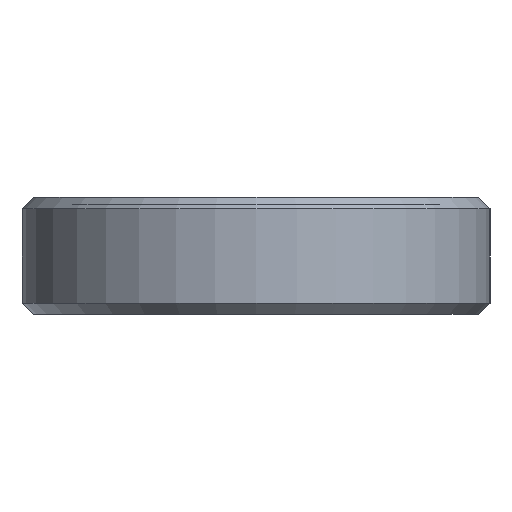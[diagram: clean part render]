
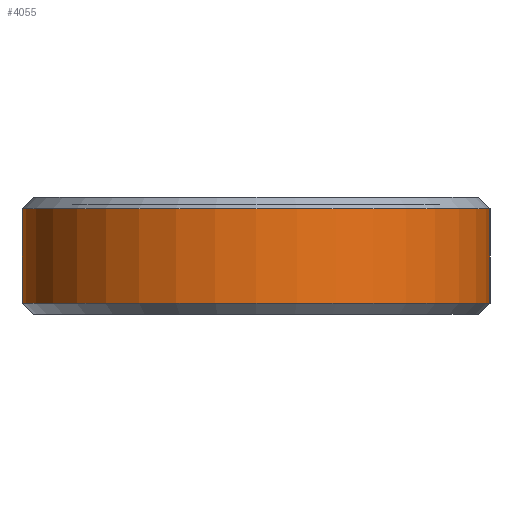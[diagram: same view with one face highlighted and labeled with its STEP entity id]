
A CAD part, left-side view. The second image highlights one B-rep face of the part: STEP entity #4055.
In plain terms, the highlighted cylindrical face has radius 6.25 mm (diameter 12.5 mm), a partial arc.
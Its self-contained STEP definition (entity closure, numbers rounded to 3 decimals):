
#45 = CONICAL_SURFACE('',#46,6.25,0.785);
#46 = AXIS2_PLACEMENT_3D('',#47,#48,#49);
#47 = CARTESIAN_POINT('',(0.,0.,0.3));
#48 = DIRECTION('',(0.,0.,1.));
#49 = DIRECTION('',(0.,1.,0.));
#1477 = VERTEX_POINT('',#1478);
#1478 = CARTESIAN_POINT('',(0.,6.25,0.3));
#1501 = VERTEX_POINT('',#1502);
#1502 = CARTESIAN_POINT('',(0.,-6.25,0.3));
#1523 = EDGE_CURVE('',#1477,#1501,#1524,.T.);
#1524 = SURFACE_CURVE('',#1525,(#1530,#1537),.PCURVE_S1.);
#1525 = CIRCLE('',#1526,6.25);
#1526 = AXIS2_PLACEMENT_3D('',#1527,#1528,#1529);
#1527 = CARTESIAN_POINT('',(0.,0.,0.3));
#1528 = DIRECTION('',(0.,0.,1.));
#1529 = DIRECTION('',(0.,1.,0.));
#1530 = PCURVE('',#45,#1531);
#1531 = DEFINITIONAL_REPRESENTATION('',(#1532),#1536);
#1532 = LINE('',#1533,#1534);
#1533 = CARTESIAN_POINT('',(0.,0.));
#1534 = VECTOR('',#1535,1.);
#1535 = DIRECTION('',(1.,0.));
#1536 = ( GEOMETRIC_REPRESENTATION_CONTEXT(2) 
PARAMETRIC_REPRESENTATION_CONTEXT() REPRESENTATION_CONTEXT('2D SPACE',''
  ) );
#1537 = PCURVE('',#1538,#1543);
#1538 = CYLINDRICAL_SURFACE('',#1539,6.25);
#1539 = AXIS2_PLACEMENT_3D('',#1540,#1541,#1542);
#1540 = CARTESIAN_POINT('',(0.,0.,0.));
#1541 = DIRECTION('',(-0.,-0.,-1.));
#1542 = DIRECTION('',(1.,0.,0.));
#1543 = DEFINITIONAL_REPRESENTATION('',(#1544),#1548);
#1544 = LINE('',#1545,#1546);
#1545 = CARTESIAN_POINT('',(-1.571,-0.3));
#1546 = VECTOR('',#1547,1.);
#1547 = DIRECTION('',(-1.,0.));
#1548 = ( GEOMETRIC_REPRESENTATION_CONTEXT(2) 
PARAMETRIC_REPRESENTATION_CONTEXT() REPRESENTATION_CONTEXT('2D SPACE',''
  ) );
#1592 = PLANE('',#1593);
#1593 = AXIS2_PLACEMENT_3D('',#1594,#1595,#1596);
#1594 = CARTESIAN_POINT('',(0.,6.25,0.));
#1595 = DIRECTION('',(0.,1.,0.));
#1596 = DIRECTION('',(1.,0.,0.));
#1646 = PLANE('',#1647);
#1647 = AXIS2_PLACEMENT_3D('',#1648,#1649,#1650);
#1648 = CARTESIAN_POINT('',(0.,-6.25,0.));
#1649 = DIRECTION('',(0.,1.,0.));
#1650 = DIRECTION('',(1.,0.,0.));
#4055 = ADVANCED_FACE('',(#4056),#1538,.T.);
#4056 = FACE_BOUND('',#4057,.F.);
#4057 = EDGE_LOOP('',(#4058,#4081,#4110,#4131));
#4058 = ORIENTED_EDGE('',*,*,#4059,.T.);
#4059 = EDGE_CURVE('',#1477,#4060,#4062,.T.);
#4060 = VERTEX_POINT('',#4061);
#4061 = CARTESIAN_POINT('',(0.,6.25,2.825));
#4062 = SURFACE_CURVE('',#4063,(#4067,#4074),.PCURVE_S1.);
#4063 = LINE('',#4064,#4065);
#4064 = CARTESIAN_POINT('',(0.,6.25,0.));
#4065 = VECTOR('',#4066,1.);
#4066 = DIRECTION('',(0.,0.,1.));
#4067 = PCURVE('',#1538,#4068);
#4068 = DEFINITIONAL_REPRESENTATION('',(#4069),#4073);
#4069 = LINE('',#4070,#4071);
#4070 = CARTESIAN_POINT('',(-1.571,0.));
#4071 = VECTOR('',#4072,1.);
#4072 = DIRECTION('',(-0.,-1.));
#4073 = ( GEOMETRIC_REPRESENTATION_CONTEXT(2) 
PARAMETRIC_REPRESENTATION_CONTEXT() REPRESENTATION_CONTEXT('2D SPACE',''
  ) );
#4074 = PCURVE('',#1592,#4075);
#4075 = DEFINITIONAL_REPRESENTATION('',(#4076),#4080);
#4076 = LINE('',#4077,#4078);
#4077 = CARTESIAN_POINT('',(0.,0.));
#4078 = VECTOR('',#4079,1.);
#4079 = DIRECTION('',(0.,-1.));
#4080 = ( GEOMETRIC_REPRESENTATION_CONTEXT(2) 
PARAMETRIC_REPRESENTATION_CONTEXT() REPRESENTATION_CONTEXT('2D SPACE',''
  ) );
#4081 = ORIENTED_EDGE('',*,*,#4082,.T.);
#4082 = EDGE_CURVE('',#4060,#4083,#4085,.T.);
#4083 = VERTEX_POINT('',#4084);
#4084 = CARTESIAN_POINT('',(0.,-6.25,2.825));
#4085 = SURFACE_CURVE('',#4086,(#4091,#4098),.PCURVE_S1.);
#4086 = CIRCLE('',#4087,6.25);
#4087 = AXIS2_PLACEMENT_3D('',#4088,#4089,#4090);
#4088 = CARTESIAN_POINT('',(0.,0.,2.825));
#4089 = DIRECTION('',(0.,0.,1.));
#4090 = DIRECTION('',(0.,1.,0.));
#4091 = PCURVE('',#1538,#4092);
#4092 = DEFINITIONAL_REPRESENTATION('',(#4093),#4097);
#4093 = LINE('',#4094,#4095);
#4094 = CARTESIAN_POINT('',(-1.571,-2.825));
#4095 = VECTOR('',#4096,1.);
#4096 = DIRECTION('',(-1.,0.));
#4097 = ( GEOMETRIC_REPRESENTATION_CONTEXT(2) 
PARAMETRIC_REPRESENTATION_CONTEXT() REPRESENTATION_CONTEXT('2D SPACE',''
  ) );
#4098 = PCURVE('',#4099,#4104);
#4099 = CONICAL_SURFACE('',#4100,6.25,0.785);
#4100 = AXIS2_PLACEMENT_3D('',#4101,#4102,#4103);
#4101 = CARTESIAN_POINT('',(0.,0.,2.825));
#4102 = DIRECTION('',(-0.,-0.,-1.));
#4103 = DIRECTION('',(0.,1.,0.));
#4104 = DEFINITIONAL_REPRESENTATION('',(#4105),#4109);
#4105 = LINE('',#4106,#4107);
#4106 = CARTESIAN_POINT('',(-0.,-0.));
#4107 = VECTOR('',#4108,1.);
#4108 = DIRECTION('',(-1.,-0.));
#4109 = ( GEOMETRIC_REPRESENTATION_CONTEXT(2) 
PARAMETRIC_REPRESENTATION_CONTEXT() REPRESENTATION_CONTEXT('2D SPACE',''
  ) );
#4110 = ORIENTED_EDGE('',*,*,#4111,.F.);
#4111 = EDGE_CURVE('',#1501,#4083,#4112,.T.);
#4112 = SURFACE_CURVE('',#4113,(#4117,#4124),.PCURVE_S1.);
#4113 = LINE('',#4114,#4115);
#4114 = CARTESIAN_POINT('',(0.,-6.25,0.));
#4115 = VECTOR('',#4116,1.);
#4116 = DIRECTION('',(0.,0.,1.));
#4117 = PCURVE('',#1538,#4118);
#4118 = DEFINITIONAL_REPRESENTATION('',(#4119),#4123);
#4119 = LINE('',#4120,#4121);
#4120 = CARTESIAN_POINT('',(-4.712,0.));
#4121 = VECTOR('',#4122,1.);
#4122 = DIRECTION('',(-0.,-1.));
#4123 = ( GEOMETRIC_REPRESENTATION_CONTEXT(2) 
PARAMETRIC_REPRESENTATION_CONTEXT() REPRESENTATION_CONTEXT('2D SPACE',''
  ) );
#4124 = PCURVE('',#1646,#4125);
#4125 = DEFINITIONAL_REPRESENTATION('',(#4126),#4130);
#4126 = LINE('',#4127,#4128);
#4127 = CARTESIAN_POINT('',(0.,0.));
#4128 = VECTOR('',#4129,1.);
#4129 = DIRECTION('',(0.,-1.));
#4130 = ( GEOMETRIC_REPRESENTATION_CONTEXT(2) 
PARAMETRIC_REPRESENTATION_CONTEXT() REPRESENTATION_CONTEXT('2D SPACE',''
  ) );
#4131 = ORIENTED_EDGE('',*,*,#1523,.F.);
